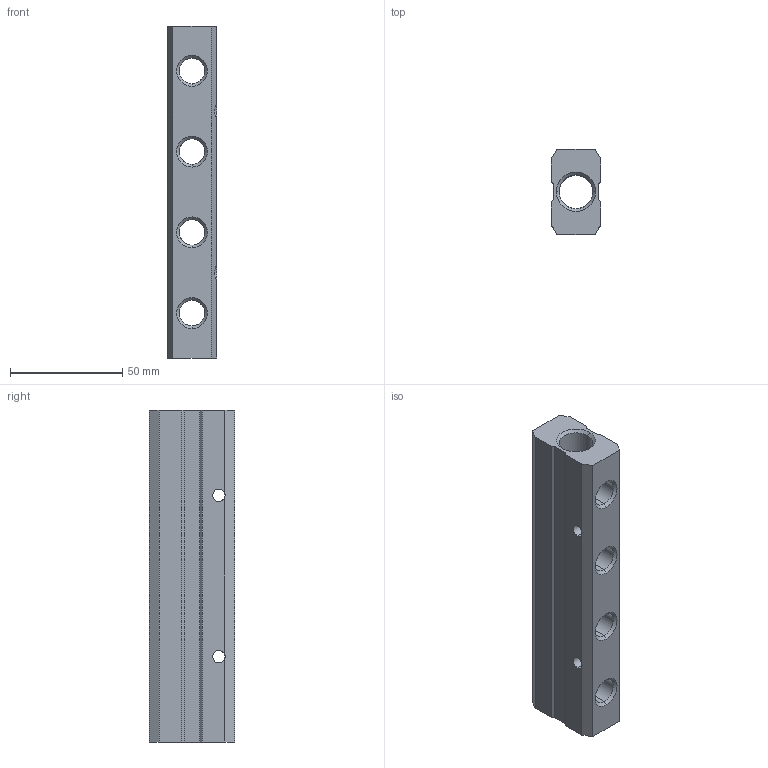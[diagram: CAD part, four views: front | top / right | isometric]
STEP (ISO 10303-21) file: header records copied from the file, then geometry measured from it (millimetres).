
FILE_DESCRIPTION (( 'STEP AP214' ), '1' );
FILE_NAME ('060480011BE00A.step', '2018-11-16T13:48:15', ( 'AIGNEP' ), ( 'Hewlett-Packard Company' ), 'SwSTEP 2.0', 'SolidWorks 2016', '' );
FILE_SCHEMA (( 'AUTOMOTIVE_DESIGN' ));
Length unit declared in the file: millimetre
Products named in the file (1): 060480011BE00A
Bounding box: 22 x 38 x 148 mm (x, y, z)
Volume: 80125 mm3; surface area: 27611.1 mm2
Topology: 1 solids, 1 shells, 72 faces, 190 edges, 120 vertices
Faces by surface type: cylinder 30, plane 22, cone 20
Entity records: 3192 total; most frequent: CARTESIAN_POINT 1099, DIRECTION 384, ORIENTED_EDGE 380, EDGE_CURVE 190, AXIS2_PLACEMENT_3D 141, VERTEX_POINT 120, VECTOR 102, LINE 102
